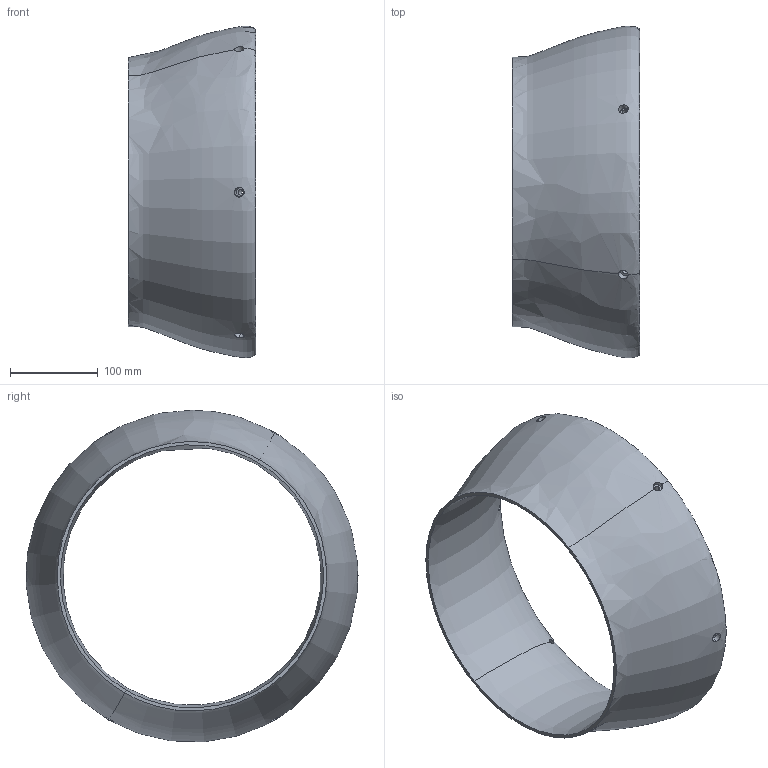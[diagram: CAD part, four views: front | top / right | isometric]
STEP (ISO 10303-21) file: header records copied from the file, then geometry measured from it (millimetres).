
FILE_DESCRIPTION(/* description */ (''),/* implementation_level */ '2;1');
FILE_NAME(/* name */ 'Marin 19a Nozzle',/* time_stamp */ '2013-11-04T22:15:52-05:00',/* author */ (''),/* organization */ (''),/* preprocessor_version */ 'ST-DEVELOPER v10',/* originating_system */ '',/* authorisation */ '');
FILE_SCHEMA (('CONFIG_CONTROL_DESIGN'));
Length unit declared in the file: inch
Products named in the file (1): 1
Bounding box: 144.88 x 377.63 x 377.07 mm (x, y, z)
Volume: 2993109.8 mm3; surface area: 325001.7 mm2
Topology: 1 solids, 1 shells, 34 faces, 120 edges, 88 vertices
Faces by surface type: bspline 28, plane 6
Entity records: 3114 total; most frequent: CARTESIAN_POINT 2348, ORIENTED_EDGE 240, EDGE_CURVE 120, VERTEX_POINT 88, B_SPLINE_CURVE_WITH_KNOTS 76, EDGE_LOOP 48, ADVANCED_FACE 34, FACE_OUTER_BOUND 34
